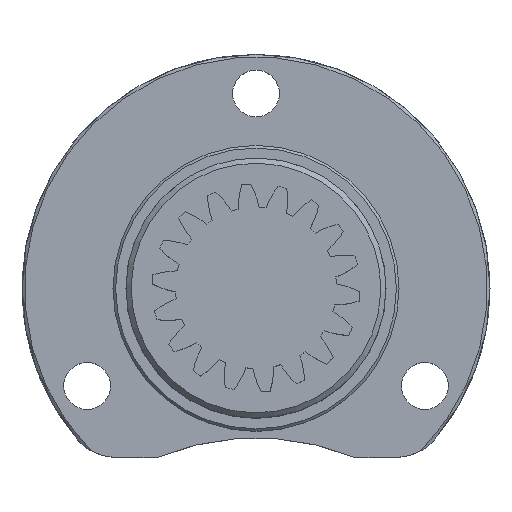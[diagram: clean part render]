
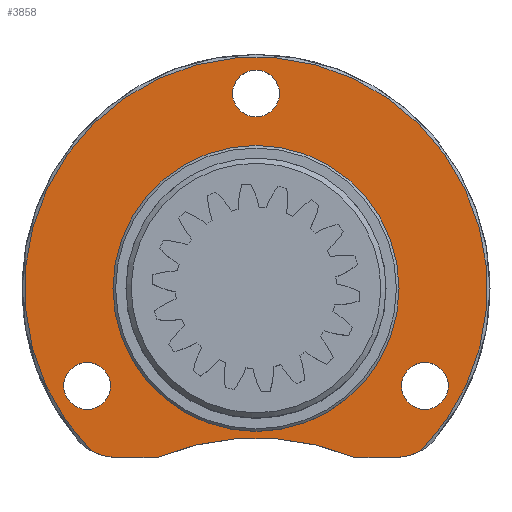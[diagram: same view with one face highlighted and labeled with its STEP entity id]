
A CAD part, top view. The second image highlights one B-rep face of the part: STEP entity #3858.
In plain terms, the highlighted planar face has unit normal (0, 0, 1).
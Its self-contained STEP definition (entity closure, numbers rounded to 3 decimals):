
#53=FACE_BOUND('',#492,.T.);
#54=FACE_BOUND('',#493,.T.);
#55=FACE_BOUND('',#494,.T.);
#56=FACE_BOUND('',#495,.T.);
#79=PLANE('',#4420);
#275=FACE_OUTER_BOUND('',#491,.T.);
#491=EDGE_LOOP('',(#3254,#3255,#3256,#3257,#3258,#3259));
#492=EDGE_LOOP('',(#3260));
#493=EDGE_LOOP('',(#3261));
#494=EDGE_LOOP('',(#3262));
#495=EDGE_LOOP('',(#3263));
#676=LINE('',#6831,#854);
#691=LINE('',#6957,#869);
#854=VECTOR('',#5624,1.562);
#869=VECTOR('',#5717,1.562);
#1207=CIRCLE('',#4379,2.);
#1210=CIRCLE('',#4386,2.);
#1211=CIRCLE('',#4388,8.9);
#1227=CIRCLE('',#4418,10.);
#1228=CIRCLE('',#4421,5.5);
#1229=CIRCLE('',#4422,0.9);
#1230=CIRCLE('',#4423,0.9);
#1231=CIRCLE('',#4424,0.9);
#1578=VERTEX_POINT('',#6807);
#1583=VERTEX_POINT('',#6825);
#1584=VERTEX_POINT('',#6829);
#1589=VERTEX_POINT('',#6847);
#1590=VERTEX_POINT('',#6854);
#1606=VERTEX_POINT('',#6953);
#1607=VERTEX_POINT('',#6959);
#1608=VERTEX_POINT('',#6961);
#1609=VERTEX_POINT('',#6963);
#1610=VERTEX_POINT('',#6965);
#2119=EDGE_CURVE('',#1583,#1578,#1207,.T.);
#2121=EDGE_CURVE('',#1583,#1584,#676,.T.);
#2128=EDGE_CURVE('',#1589,#1590,#1210,.T.);
#2132=EDGE_CURVE('',#1578,#1589,#1211,.T.);
#2162=EDGE_CURVE('',#1584,#1606,#1227,.T.);
#2164=EDGE_CURVE('',#1606,#1590,#691,.T.);
#2165=EDGE_CURVE('',#1607,#1607,#1228,.T.);
#2166=EDGE_CURVE('',#1608,#1608,#1229,.T.);
#2167=EDGE_CURVE('',#1609,#1609,#1230,.T.);
#2168=EDGE_CURVE('',#1610,#1610,#1231,.T.);
#3254=ORIENTED_EDGE('',*,*,#2119,.F.);
#3255=ORIENTED_EDGE('',*,*,#2121,.T.);
#3256=ORIENTED_EDGE('',*,*,#2162,.T.);
#3257=ORIENTED_EDGE('',*,*,#2164,.T.);
#3258=ORIENTED_EDGE('',*,*,#2128,.F.);
#3259=ORIENTED_EDGE('',*,*,#2132,.F.);
#3260=ORIENTED_EDGE('',*,*,#2165,.F.);
#3261=ORIENTED_EDGE('',*,*,#2166,.T.);
#3262=ORIENTED_EDGE('',*,*,#2167,.T.);
#3263=ORIENTED_EDGE('',*,*,#2168,.T.);
#3858=ADVANCED_FACE('',(#275,#53,#54,#55,#56),#79,.F.);
#4379=AXIS2_PLACEMENT_3D('',#6827,#5619,#5620);
#4386=AXIS2_PLACEMENT_3D('',#6855,#5637,#5638);
#4388=AXIS2_PLACEMENT_3D('',#6864,#5643,#5644);
#4418=AXIS2_PLACEMENT_3D('',#6954,#5712,#5713);
#4420=AXIS2_PLACEMENT_3D('',#6958,#5718,#5719);
#4421=AXIS2_PLACEMENT_3D('',#6960,#5720,#5721);
#4422=AXIS2_PLACEMENT_3D('',#6962,#5722,#5723);
#4423=AXIS2_PLACEMENT_3D('',#6964,#5724,#5725);
#4424=AXIS2_PLACEMENT_3D('',#6966,#5726,#5727);
#5619=DIRECTION('center_axis',(0.,0.,-1.));
#5620=DIRECTION('ref_axis',(-0.423,-0.906,0.));
#5624=DIRECTION('',(1.,0.,0.));
#5637=DIRECTION('center_axis',(0.,0.,-1.));
#5638=DIRECTION('ref_axis',(0.423,-0.906,0.));
#5643=DIRECTION('center_axis',(0.,0.,-1.));
#5644=DIRECTION('ref_axis',(-1.,0.,0.));
#5712=DIRECTION('center_axis',(0.,0.,-1.));
#5713=DIRECTION('ref_axis',(-0.38,0.925,0.));
#5717=DIRECTION('',(1.,0.,0.));
#5718=DIRECTION('center_axis',(0.,0.,-1.));
#5719=DIRECTION('ref_axis',(-1.,0.,0.));
#5720=DIRECTION('center_axis',(0.,0.,1.));
#5721=DIRECTION('ref_axis',(-1.,0.,0.));
#5722=DIRECTION('center_axis',(0.,0.,-1.));
#5723=DIRECTION('ref_axis',(-1.,0.,0.));
#5724=DIRECTION('center_axis',(0.,0.,-1.));
#5725=DIRECTION('ref_axis',(-1.,0.,0.));
#5726=DIRECTION('center_axis',(0.,0.,-1.));
#5727=DIRECTION('ref_axis',(-1.,0.,0.));
#6807=CARTESIAN_POINT('',(-6.344,-6.242,1.85));
#6825=CARTESIAN_POINT('',(-5.362,-6.5,1.85));
#6827=CARTESIAN_POINT('Origin',(-5.362,-4.5,1.85));
#6829=CARTESIAN_POINT('',(-3.8,-6.5,1.85));
#6831=CARTESIAN_POINT('',(-4.5,-6.5,1.85));
#6847=CARTESIAN_POINT('',(6.344,-6.242,1.85));
#6854=CARTESIAN_POINT('',(5.362,-6.5,1.85));
#6855=CARTESIAN_POINT('Origin',(5.362,-4.5,1.85));
#6864=CARTESIAN_POINT('Origin',(0.,0.,1.85));
#6953=CARTESIAN_POINT('',(3.8,-6.5,1.85));
#6954=CARTESIAN_POINT('Origin',(0.,-15.75,1.85));
#6957=CARTESIAN_POINT('',(1.9,-6.5,1.85));
#6958=CARTESIAN_POINT('Origin',(0.,0.,1.85));
#6959=CARTESIAN_POINT('',(5.5,0.,1.85));
#6960=CARTESIAN_POINT('Origin',(0.,0.,1.85));
#6961=CARTESIAN_POINT('',(0.9,7.5,1.85));
#6962=CARTESIAN_POINT('Origin',(0.,7.5,1.85));
#6963=CARTESIAN_POINT('',(7.395,-3.75,1.85));
#6964=CARTESIAN_POINT('Origin',(6.495,-3.75,1.85));
#6965=CARTESIAN_POINT('',(-5.595,-3.75,1.85));
#6966=CARTESIAN_POINT('Origin',(-6.495,-3.75,1.85));
